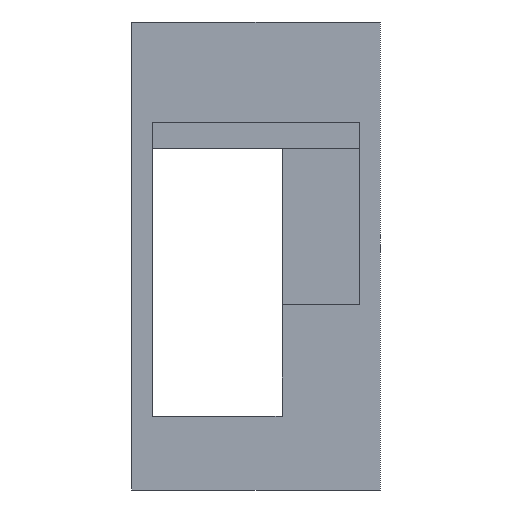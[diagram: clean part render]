
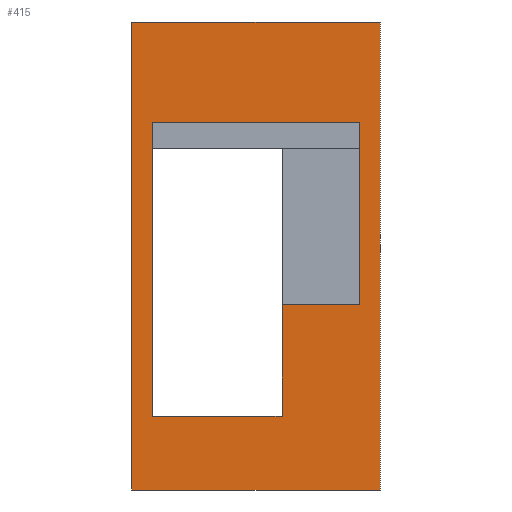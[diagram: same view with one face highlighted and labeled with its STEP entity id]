
A CAD part, front view. The second image highlights one B-rep face of the part: STEP entity #415.
In plain terms, the highlighted planar face has unit normal (0, -1, 0).
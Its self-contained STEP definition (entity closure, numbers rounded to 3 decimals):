
#15=FACE_BOUND('',#62,.T.);
#41=FACE_OUTER_BOUND('',#61,.T.);
#61=EDGE_LOOP('',(#368,#369,#370,#371));
#62=EDGE_LOOP('',(#372,#373,#374,#375,#376,#377));
#67=LINE('',#570,#120);
#82=LINE('',#599,#135);
#90=LINE('',#618,#143);
#102=LINE('',#645,#155);
#106=LINE('',#653,#159);
#107=LINE('',#655,#160);
#109=LINE('',#660,#162);
#111=LINE('',#664,#164);
#113=LINE('',#668,#166);
#115=LINE('',#671,#168);
#120=VECTOR('',#464,10.);
#135=VECTOR('',#483,10.);
#143=VECTOR('',#501,10.);
#155=VECTOR('',#527,10.);
#159=VECTOR('',#535,10.);
#160=VECTOR('',#538,10.);
#162=VECTOR('',#542,10.);
#164=VECTOR('',#546,10.);
#166=VECTOR('',#550,10.);
#168=VECTOR('',#554,10.);
#173=VERTEX_POINT('',#568);
#174=VERTEX_POINT('',#569);
#185=VERTEX_POINT('',#596);
#186=VERTEX_POINT('',#598);
#192=VERTEX_POINT('',#616);
#202=VERTEX_POINT('',#651);
#203=VERTEX_POINT('',#657);
#204=VERTEX_POINT('',#659);
#205=VERTEX_POINT('',#663);
#206=VERTEX_POINT('',#667);
#211=EDGE_CURVE('',#173,#174,#67,.T.);
#226=EDGE_CURVE('',#186,#185,#82,.T.);
#236=EDGE_CURVE('',#192,#173,#90,.T.);
#250=EDGE_CURVE('',#192,#185,#102,.T.);
#254=EDGE_CURVE('',#174,#202,#106,.T.);
#255=EDGE_CURVE('',#202,#186,#107,.T.);
#257=EDGE_CURVE('',#204,#203,#109,.F.);
#259=EDGE_CURVE('',#205,#204,#111,.T.);
#261=EDGE_CURVE('',#206,#205,#113,.F.);
#263=EDGE_CURVE('',#203,#206,#115,.F.);
#368=ORIENTED_EDGE('',*,*,#263,.T.);
#369=ORIENTED_EDGE('',*,*,#261,.T.);
#370=ORIENTED_EDGE('',*,*,#259,.T.);
#371=ORIENTED_EDGE('',*,*,#257,.T.);
#372=ORIENTED_EDGE('',*,*,#254,.T.);
#373=ORIENTED_EDGE('',*,*,#255,.T.);
#374=ORIENTED_EDGE('',*,*,#226,.T.);
#375=ORIENTED_EDGE('',*,*,#250,.F.);
#376=ORIENTED_EDGE('',*,*,#236,.T.);
#377=ORIENTED_EDGE('',*,*,#211,.T.);
#395=PLANE('',#453);
#415=ADVANCED_FACE('',(#41,#15),#395,.T.);
#453=AXIS2_PLACEMENT_3D('',#672,#555,#556);
#464=DIRECTION('',(1.,0.,0.));
#483=DIRECTION('',(0.,0.,-1.));
#501=DIRECTION('',(0.,0.,1.));
#527=DIRECTION('',(1.,0.,0.));
#535=DIRECTION('',(0.,0.,-1.));
#538=DIRECTION('',(-1.,0.,0.));
#542=DIRECTION('',(-1.,0.,0.));
#546=DIRECTION('',(0.,0.,-1.));
#550=DIRECTION('',(1.,0.,0.));
#554=DIRECTION('',(0.,0.,-1.));
#555=DIRECTION('center_axis',(0.,-1.,0.));
#556=DIRECTION('ref_axis',(1.,0.,0.));
#568=CARTESIAN_POINT('',(-41.105,6.63,13.));
#569=CARTESIAN_POINT('',(-20.795,6.63,13.));
#570=CARTESIAN_POINT('',(-32.755,6.63,13.));
#596=CARTESIAN_POINT('',(-28.405,6.63,-15.7));
#598=CARTESIAN_POINT('',(-28.405,6.63,-4.8));
#599=CARTESIAN_POINT('',(-28.405,6.63,-9.2));
#616=CARTESIAN_POINT('',(-41.105,6.63,-15.7));
#618=CARTESIAN_POINT('',(-41.105,6.63,3.9));
#645=CARTESIAN_POINT('',(-37.43,6.63,-15.7));
#651=CARTESIAN_POINT('',(-20.795,6.63,-4.8));
#653=CARTESIAN_POINT('',(-20.795,6.63,-3.725));
#655=CARTESIAN_POINT('',(-31.08,6.63,-4.8));
#657=CARTESIAN_POINT('',(-18.795,6.63,-22.91));
#659=CARTESIAN_POINT('',(-43.105,6.63,-22.91));
#660=CARTESIAN_POINT('',(-38.43,6.63,-22.91));
#663=CARTESIAN_POINT('',(-43.105,6.63,22.81));
#664=CARTESIAN_POINT('',(-43.105,6.63,10.45));
#667=CARTESIAN_POINT('',(-18.795,6.63,22.81));
#668=CARTESIAN_POINT('',(-29.08,6.63,22.81));
#671=CARTESIAN_POINT('',(-18.795,6.63,-9.2));
#672=CARTESIAN_POINT('Origin',(-33.755,6.63,-2.65));
